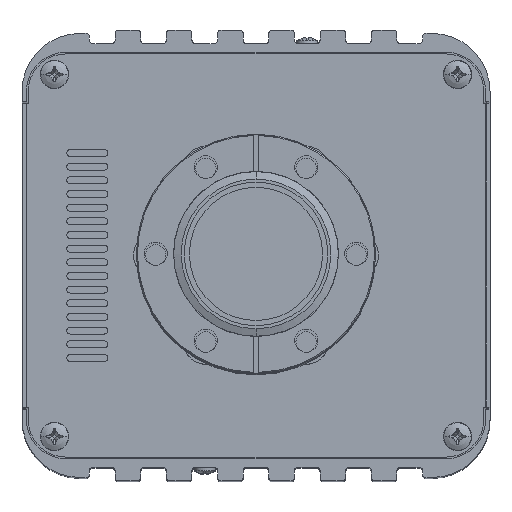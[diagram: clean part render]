
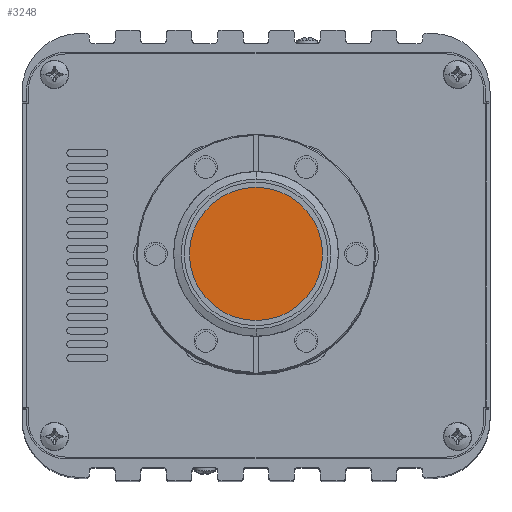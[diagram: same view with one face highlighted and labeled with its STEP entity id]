
A CAD part, top view. The second image highlights one B-rep face of the part: STEP entity #3248.
In plain terms, the highlighted planar face has unit normal (0, 0, 1).
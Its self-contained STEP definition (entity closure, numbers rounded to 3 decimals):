
#3248=ADVANCED_FACE('',(#36647),#36646,.T.);
#36646=PLANE('',#78623);
#36647=FACE_OUTER_BOUND('',#78624,.T.);
#78620=CARTESIAN_POINT('',(-40.53,-44.85,-2.));
#78621=DIRECTION('',(0.,0.,1.));
#78622=DIRECTION('',(1.,0.,0.));
#78623=AXIS2_PLACEMENT_3D('',#78620,#78621,#78622);
#78624=EDGE_LOOP('',(#102351,#102352));
#102351=ORIENTED_EDGE('',*,*,#116803,.F.);
#102352=ORIENTED_EDGE('',*,*,#116804,.F.);
#116803=EDGE_CURVE('',#180612,#180613,#180614,.T.);
#116804=EDGE_CURVE('',#180613,#180612,#180620,.T.);
#180612=VERTEX_POINT('',#239745);
#180613=VERTEX_POINT('',#239746);
#180614=CIRCLE('',#239750,19.5);
#180620=CIRCLE('',#239754,19.5);
#239745=CARTESIAN_POINT('',(0.,-19.5,-2.));
#239746=CARTESIAN_POINT('',(0.,19.5,-2.));
#239747=CARTESIAN_POINT('',(0.,0.,-2.));
#239748=DIRECTION('',(0.,0.,-1.));
#239749=DIRECTION('',(0.,1.,0.));
#239750=AXIS2_PLACEMENT_3D('',#239747,#239748,#239749);
#239751=CARTESIAN_POINT('',(0.,0.,-2.));
#239752=DIRECTION('',(0.,0.,-1.));
#239753=DIRECTION('',(0.,1.,0.));
#239754=AXIS2_PLACEMENT_3D('',#239751,#239752,#239753);
